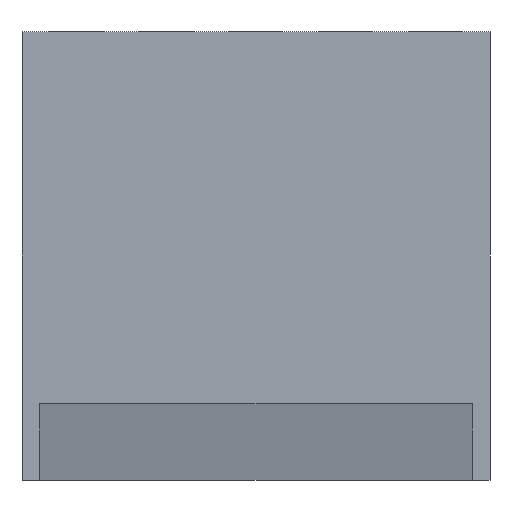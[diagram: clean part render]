
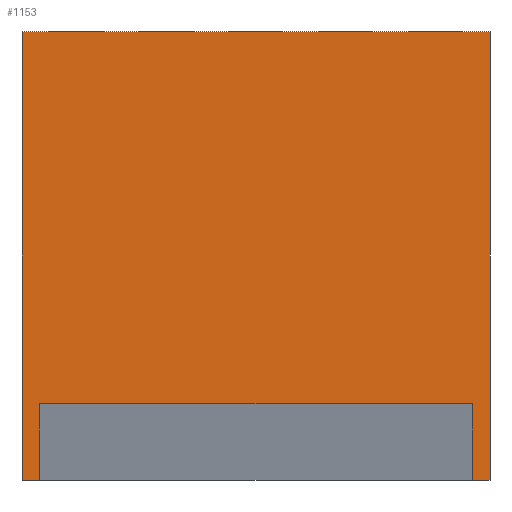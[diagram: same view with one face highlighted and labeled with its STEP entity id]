
A CAD part, left-side view. The second image highlights one B-rep face of the part: STEP entity #1153.
In plain terms, the highlighted planar face has unit normal (-1, 0, 0).
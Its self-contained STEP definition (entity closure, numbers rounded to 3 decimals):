
#21 = EDGE_CURVE('',#22,#24,#26,.T.);
#22 = VERTEX_POINT('',#23);
#23 = CARTESIAN_POINT('',(-1.608,-6.121,2.71));
#24 = VERTEX_POINT('',#25);
#25 = CARTESIAN_POINT('',(-1.608,-6.629,2.71));
#26 = LINE('',#27,#28);
#27 = CARTESIAN_POINT('',(-1.608,-6.121,2.71));
#28 = VECTOR('',#29,1.);
#29 = DIRECTION('',(0.,-1.,0.));
#48 = VERTEX_POINT('',#49);
#49 = CARTESIAN_POINT('',(-1.608,6.629,2.71));
#55 = EDGE_CURVE('',#48,#56,#58,.T.);
#56 = VERTEX_POINT('',#57);
#57 = CARTESIAN_POINT('',(-1.608,6.121,2.71));
#58 = LINE('',#59,#60);
#59 = CARTESIAN_POINT('',(-1.608,6.629,2.71));
#60 = VECTOR('',#61,1.);
#61 = DIRECTION('',(0.,-1.,0.));
#628 = VERTEX_POINT('',#629);
#629 = CARTESIAN_POINT('',(-1.608,-6.629,15.41));
#635 = EDGE_CURVE('',#636,#628,#638,.T.);
#636 = VERTEX_POINT('',#637);
#637 = CARTESIAN_POINT('',(-1.608,6.629,15.41));
#638 = LINE('',#639,#640);
#639 = CARTESIAN_POINT('',(-1.608,6.629,15.41));
#640 = VECTOR('',#641,1.);
#641 = DIRECTION('',(0.,-1.,0.));
#1141 = EDGE_CURVE('',#24,#628,#1142,.T.);
#1142 = LINE('',#1143,#1144);
#1143 = CARTESIAN_POINT('',(-1.608,-6.629,2.71));
#1144 = VECTOR('',#1145,1.);
#1145 = DIRECTION('',(0.,0.,1.));
#1153 = ADVANCED_FACE('',(#1154),#1188,.T.);
#1154 = FACE_BOUND('',#1155,.F.);
#1155 = EDGE_LOOP('',(#1156,#1166,#1172,#1173,#1179,#1180,#1181,#1182));
#1156 = ORIENTED_EDGE('',*,*,#1157,.F.);
#1157 = EDGE_CURVE('',#1158,#1160,#1162,.T.);
#1158 = VERTEX_POINT('',#1159);
#1159 = CARTESIAN_POINT('',(-1.608,6.121,4.869));
#1160 = VERTEX_POINT('',#1161);
#1161 = CARTESIAN_POINT('',(-1.608,-6.121,4.869));
#1162 = LINE('',#1163,#1164);
#1163 = CARTESIAN_POINT('',(-1.608,6.121,4.869));
#1164 = VECTOR('',#1165,1.);
#1165 = DIRECTION('',(0.,-1.,0.));
#1166 = ORIENTED_EDGE('',*,*,#1167,.F.);
#1167 = EDGE_CURVE('',#56,#1158,#1168,.T.);
#1168 = LINE('',#1169,#1170);
#1169 = CARTESIAN_POINT('',(-1.608,6.121,2.71));
#1170 = VECTOR('',#1171,1.);
#1171 = DIRECTION('',(0.,0.,1.));
#1172 = ORIENTED_EDGE('',*,*,#55,.F.);
#1173 = ORIENTED_EDGE('',*,*,#1174,.T.);
#1174 = EDGE_CURVE('',#48,#636,#1175,.T.);
#1175 = LINE('',#1176,#1177);
#1176 = CARTESIAN_POINT('',(-1.608,6.629,2.71));
#1177 = VECTOR('',#1178,1.);
#1178 = DIRECTION('',(0.,0.,1.));
#1179 = ORIENTED_EDGE('',*,*,#635,.T.);
#1180 = ORIENTED_EDGE('',*,*,#1141,.F.);
#1181 = ORIENTED_EDGE('',*,*,#21,.F.);
#1182 = ORIENTED_EDGE('',*,*,#1183,.T.);
#1183 = EDGE_CURVE('',#22,#1160,#1184,.T.);
#1184 = LINE('',#1185,#1186);
#1185 = CARTESIAN_POINT('',(-1.608,-6.121,2.71));
#1186 = VECTOR('',#1187,1.);
#1187 = DIRECTION('',(0.,0.,1.));
#1188 = PLANE('',#1189);
#1189 = AXIS2_PLACEMENT_3D('',#1190,#1191,#1192);
#1190 = CARTESIAN_POINT('',(-1.608,6.629,2.71));
#1191 = DIRECTION('',(-1.,0.,0.));
#1192 = DIRECTION('',(0.,-1.,0.));
